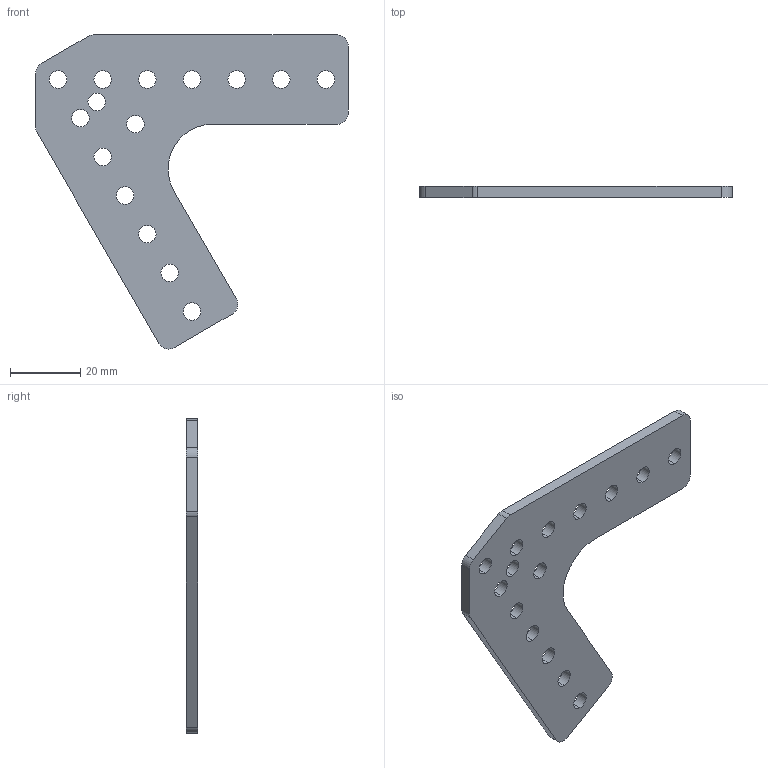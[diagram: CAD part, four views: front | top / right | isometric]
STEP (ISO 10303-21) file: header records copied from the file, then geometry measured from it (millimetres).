
FILE_DESCRIPTION (( 'STEP AP203' ), '1' );
FILE_NAME ('am-4162a 0.5IN 60 Degree Gusset.STEP', '2024-11-13T19:56:52', ( '' ), ( '' ), 'SwSTEP 2.0', 'SolidWorks 2024', '' );
FILE_SCHEMA (( 'CONFIG_CONTROL_DESIGN' ));
Length unit declared in the file: inch
Products named in the file (1): am-4162a 0.5IN 60 Degree Gusset
Bounding box: 88.9 x 3.17 x 89.38 mm (x, y, z)
Volume: 11811 mm3; surface area: 9236.7 mm2
Topology: 1 solids, 1 shells, 49 faces, 141 edges, 94 vertices
Faces by surface type: cylinder 39, plane 10
Entity records: 1792 total; most frequent: DIRECTION 319, CARTESIAN_POINT 285, ORIENTED_EDGE 282, EDGE_CURVE 141, AXIS2_PLACEMENT_3D 128, VERTEX_POINT 94, EDGE_LOOP 79, CIRCLE 78
